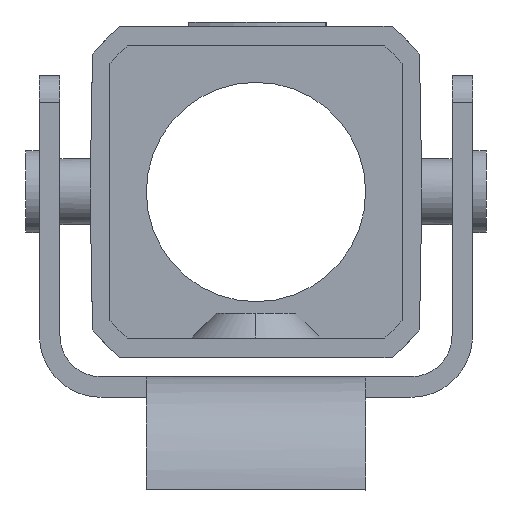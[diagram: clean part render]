
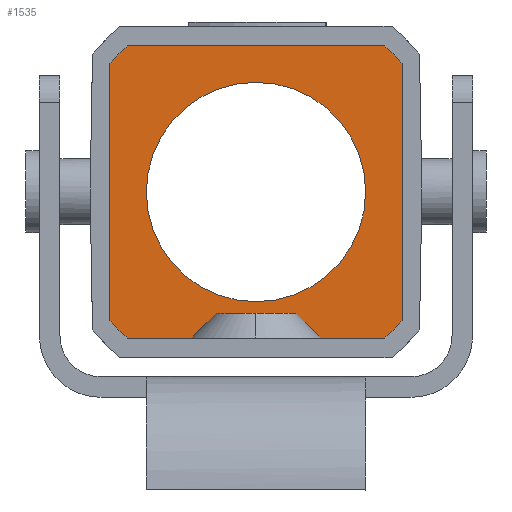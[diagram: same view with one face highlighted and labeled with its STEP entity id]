
A CAD part, front view. The second image highlights one B-rep face of the part: STEP entity #1535.
In plain terms, the highlighted planar face has unit normal (0, -1, 0).
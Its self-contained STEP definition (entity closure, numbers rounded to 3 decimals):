
#545=FACE_BOUND('',#1875,.T.);
#546=FACE_BOUND('',#1876,.T.);
#652=CIRCLE('',#3906,8.);
#653=CIRCLE('',#3909,14.2);
#655=CIRCLE('',#3913,14.2);
#657=CIRCLE('',#3917,14.2);
#659=CIRCLE('',#3921,14.2);
#730=PLANE('',#3926);
#868=LINE('',#5165,#1198);
#872=LINE('',#5179,#1202);
#876=LINE('',#5191,#1206);
#880=LINE('',#5203,#1210);
#883=LINE('',#5212,#1213);
#885=LINE('',#5215,#1215);
#888=LINE('',#5220,#1218);
#889=LINE('',#5222,#1219);
#1198=VECTOR('',#4212,1.);
#1202=VECTOR('',#4224,1.);
#1206=VECTOR('',#4236,1.);
#1210=VECTOR('',#4248,1.);
#1213=VECTOR('',#4259,1.);
#1215=VECTOR('',#4261,1.);
#1218=VECTOR('',#4266,1.);
#1219=VECTOR('',#4269,1.);
#1535=ADVANCED_FACE('',(#545,#546),#730,.F.);
#1875=EDGE_LOOP('',(#2193));
#1876=EDGE_LOOP('',(#2194,#2195,#2196,#2197,#2198,#2199,#2200,#2201,#2202,
#2203,#2204,#2205));
#2193=ORIENTED_EDGE('',*,*,#3353,.F.);
#2194=ORIENTED_EDGE('',*,*,#3388,.F.);
#2195=ORIENTED_EDGE('',*,*,#3359,.F.);
#2196=ORIENTED_EDGE('',*,*,#3384,.F.);
#2197=ORIENTED_EDGE('',*,*,#3361,.T.);
#2198=ORIENTED_EDGE('',*,*,#3365,.F.);
#2199=ORIENTED_EDGE('',*,*,#3368,.T.);
#2200=ORIENTED_EDGE('',*,*,#3371,.F.);
#2201=ORIENTED_EDGE('',*,*,#3374,.T.);
#2202=ORIENTED_EDGE('',*,*,#3377,.F.);
#2203=ORIENTED_EDGE('',*,*,#3380,.T.);
#2204=ORIENTED_EDGE('',*,*,#3382,.F.);
#2205=ORIENTED_EDGE('',*,*,#3387,.F.);
#3039=VERTEX_POINT('',#5127);
#3042=VERTEX_POINT('',#5162);
#3043=VERTEX_POINT('',#5164);
#3044=VERTEX_POINT('',#5168);
#3046=VERTEX_POINT('',#5171);
#3049=VERTEX_POINT('',#5178);
#3050=VERTEX_POINT('',#5183);
#3053=VERTEX_POINT('',#5190);
#3054=VERTEX_POINT('',#5195);
#3057=VERTEX_POINT('',#5202);
#3058=VERTEX_POINT('',#5207);
#3060=VERTEX_POINT('',#5213);
#3061=VERTEX_POINT('',#5219);
#3353=EDGE_CURVE('',#3039,#3039,#652,.T.);
#3359=EDGE_CURVE('',#3043,#3042,#868,.T.);
#3361=EDGE_CURVE('',#3046,#3044,#653,.T.);
#3365=EDGE_CURVE('',#3049,#3044,#872,.T.);
#3368=EDGE_CURVE('',#3049,#3050,#655,.T.);
#3371=EDGE_CURVE('',#3053,#3050,#876,.T.);
#3374=EDGE_CURVE('',#3053,#3054,#657,.T.);
#3377=EDGE_CURVE('',#3057,#3054,#880,.T.);
#3380=EDGE_CURVE('',#3057,#3058,#659,.T.);
#3382=EDGE_CURVE('',#3060,#3058,#883,.T.);
#3384=EDGE_CURVE('',#3046,#3043,#885,.T.);
#3387=EDGE_CURVE('',#3061,#3060,#888,.T.);
#3388=EDGE_CURVE('',#3042,#3061,#889,.T.);
#3906=AXIS2_PLACEMENT_3D('',#5126,#4206,#4207);
#3909=AXIS2_PLACEMENT_3D('',#5170,#4216,#4217);
#3913=AXIS2_PLACEMENT_3D('',#5185,#4229,#4230);
#3917=AXIS2_PLACEMENT_3D('',#5197,#4241,#4242);
#3921=AXIS2_PLACEMENT_3D('',#5209,#4253,#4254);
#3926=AXIS2_PLACEMENT_3D('',#5223,#4270,#4271);
#4206=DIRECTION('',(0.,-1.,0.));
#4207=DIRECTION('',(1.,0.,0.002));
#4212=DIRECTION('',(-0.707,0.,0.707));
#4216=DIRECTION('',(0.,-1.,0.));
#4217=DIRECTION('',(0.661,0.,-0.75));
#4224=DIRECTION('',(0.,0.,-1.));
#4229=DIRECTION('',(0.,-1.,0.));
#4230=DIRECTION('',(0.75,0.,0.661));
#4236=DIRECTION('',(1.,0.,0.));
#4241=DIRECTION('',(0.,-1.,0.));
#4242=DIRECTION('',(-0.661,0.,0.75));
#4248=DIRECTION('',(0.,0.,1.));
#4253=DIRECTION('',(0.,-1.,0.));
#4254=DIRECTION('',(-0.75,0.,-0.661));
#4259=DIRECTION('',(-1.,0.,0.));
#4261=DIRECTION('',(-1.,0.,0.));
#4266=DIRECTION('',(-0.707,0.,-0.707));
#4269=DIRECTION('',(-1.,0.,0.));
#4270=DIRECTION('',(0.,1.,0.));
#4271=DIRECTION('',(0.,0.,1.));
#5126=CARTESIAN_POINT('',(0.,46.3,0.));
#5127=CARTESIAN_POINT('',(8.,46.3,0.015));
#5162=CARTESIAN_POINT('',(2.9,46.3,-8.85));
#5164=CARTESIAN_POINT('',(4.7,46.3,-10.65));
#5165=CARTESIAN_POINT('',(4.7,46.3,-10.65));
#5168=CARTESIAN_POINT('',(10.65,46.3,-9.392));
#5170=CARTESIAN_POINT('',(0.,46.3,0.));
#5171=CARTESIAN_POINT('',(9.392,46.3,-10.65));
#5178=CARTESIAN_POINT('',(10.65,46.3,9.392));
#5179=CARTESIAN_POINT('',(10.65,46.3,9.392));
#5183=CARTESIAN_POINT('',(9.392,46.3,10.65));
#5185=CARTESIAN_POINT('',(0.,46.3,0.));
#5190=CARTESIAN_POINT('',(-9.392,46.3,10.65));
#5191=CARTESIAN_POINT('',(-9.392,46.3,10.65));
#5195=CARTESIAN_POINT('',(-10.65,46.3,9.392));
#5197=CARTESIAN_POINT('',(0.,46.3,0.));
#5202=CARTESIAN_POINT('',(-10.65,46.3,-9.392));
#5203=CARTESIAN_POINT('',(-10.65,46.3,-9.392));
#5207=CARTESIAN_POINT('',(-9.392,46.3,-10.65));
#5209=CARTESIAN_POINT('',(0.,46.3,0.));
#5212=CARTESIAN_POINT('',(-4.7,46.3,-10.65));
#5213=CARTESIAN_POINT('',(-4.7,46.3,-10.65));
#5215=CARTESIAN_POINT('',(9.392,46.3,-10.65));
#5219=CARTESIAN_POINT('',(-2.9,46.3,-8.85));
#5220=CARTESIAN_POINT('',(-2.9,46.3,-8.85));
#5222=CARTESIAN_POINT('',(2.9,46.3,-8.85));
#5223=CARTESIAN_POINT('',(-11.65,46.3,-11.65));
